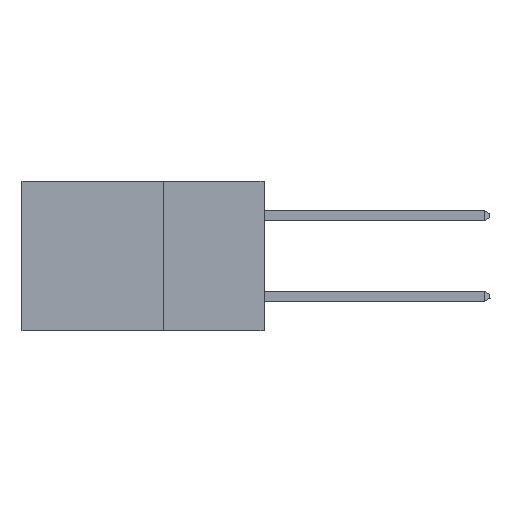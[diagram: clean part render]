
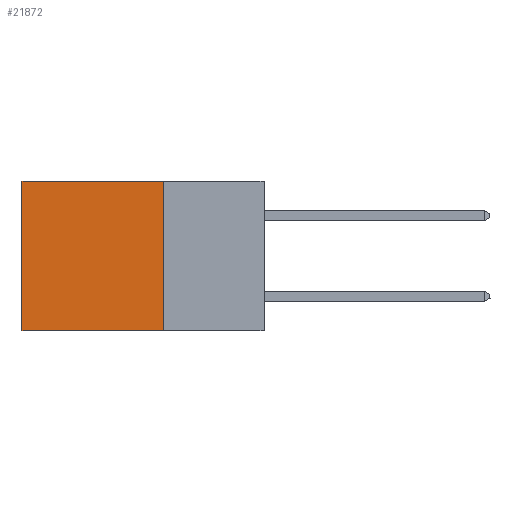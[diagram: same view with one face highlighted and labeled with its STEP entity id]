
A CAD part, left-side view. The second image highlights one B-rep face of the part: STEP entity #21872.
In plain terms, the highlighted planar face has unit normal (-1, 0, 0).
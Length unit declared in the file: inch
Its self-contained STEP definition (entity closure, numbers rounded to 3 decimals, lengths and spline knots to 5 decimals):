
#2105 = DIRECTION ( 'NONE',  ( 0., 1., 0. ) ) ;
#2355 = LINE ( 'NONE', #6315, #14244 ) ;
#4490 = CARTESIAN_POINT ( 'NONE',  ( 0.298, 0.25, -0.37 ) ) ;
#5133 = EDGE_LOOP ( 'NONE', ( #23237, #25320, #23690, #20560 ) ) ;
#5264 = CARTESIAN_POINT ( 'NONE',  ( 0.298, 0.25, 0. ) ) ;
#5372 = EDGE_CURVE ( 'NONE', #26236, #19745, #26854, .T. ) ;
#5997 = PLANE ( 'NONE',  #29828 ) ;
#6315 = CARTESIAN_POINT ( 'NONE',  ( 0.298, 0.25, 0. ) ) ;
#6974 = EDGE_CURVE ( 'NONE', #14970, #26236, #2355, .T. ) ;
#6981 = LINE ( 'NONE', #16360, #18763 ) ;
#7271 = CARTESIAN_POINT ( 'NONE',  ( 0.298, 0.6, 0. ) ) ;
#7703 = DIRECTION ( 'NONE',  ( 0., 1., 0. ) ) ;
#8405 = DIRECTION ( 'NONE',  ( 1., 0., 0. ) ) ;
#8703 = VERTEX_POINT ( 'NONE', #7271 ) ;
#11142 = DIRECTION ( 'NONE',  ( 0., 0., -1. ) ) ;
#12251 = VECTOR ( 'NONE', #21469, 39.37008 ) ;
#13560 = EDGE_CURVE ( 'NONE', #14970, #8703, #6981, .T. ) ;
#14244 = VECTOR ( 'NONE', #11142, 39.37008 ) ;
#14970 = VERTEX_POINT ( 'NONE', #5264 ) ;
#15719 = CARTESIAN_POINT ( 'NONE',  ( 0.298, 0.6, -0.37 ) ) ;
#16095 = FACE_OUTER_BOUND ( 'NONE', #5133, .T. ) ;
#16360 = CARTESIAN_POINT ( 'NONE',  ( 0.298, 0.25, 0. ) ) ;
#18763 = VECTOR ( 'NONE', #2105, 39.37008 ) ;
#19177 = CARTESIAN_POINT ( 'NONE',  ( 0.298, 0.6, 0. ) ) ;
#19745 = VERTEX_POINT ( 'NONE', #15719 ) ;
#20041 = CARTESIAN_POINT ( 'NONE',  ( 0.298, 0.25, 0. ) ) ;
#20067 = EDGE_CURVE ( 'NONE', #8703, #19745, #24514, .T. ) ;
#20560 = ORIENTED_EDGE ( 'NONE', *, *, #13560, .T. ) ;
#20827 = VECTOR ( 'NONE', #7703, 39.37008 ) ;
#21105 = CARTESIAN_POINT ( 'NONE',  ( 0.298, 0.25, -0.37 ) ) ;
#21469 = DIRECTION ( 'NONE',  ( 0., 0., -1. ) ) ;
#21872 = ADVANCED_FACE ( 'NONE', ( #16095 ), #5997, .F. ) ;
#23237 = ORIENTED_EDGE ( 'NONE', *, *, #20067, .T. ) ;
#23690 = ORIENTED_EDGE ( 'NONE', *, *, #6974, .F. ) ;
#24514 = LINE ( 'NONE', #19177, #12251 ) ;
#24654 = DIRECTION ( 'NONE',  ( 0., 0., -1. ) ) ;
#25320 = ORIENTED_EDGE ( 'NONE', *, *, #5372, .F. ) ;
#26236 = VERTEX_POINT ( 'NONE', #4490 ) ;
#26854 = LINE ( 'NONE', #21105, #20827 ) ;
#29828 = AXIS2_PLACEMENT_3D ( 'NONE', #20041, #8405, #24654 ) ;
